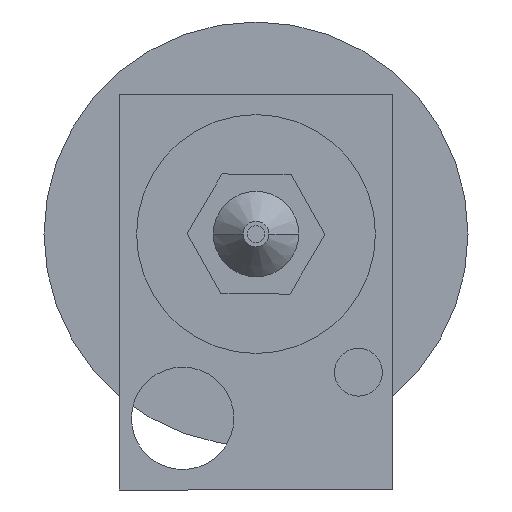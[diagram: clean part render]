
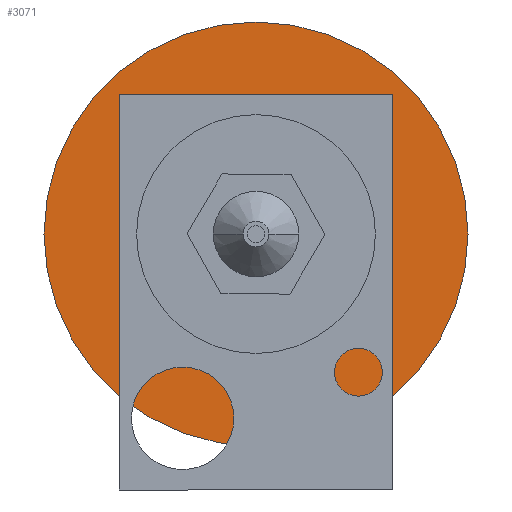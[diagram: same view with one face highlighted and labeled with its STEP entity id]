
A CAD part, front view. The second image highlights one B-rep face of the part: STEP entity #3071.
In plain terms, the highlighted planar face has unit normal (0, -1, 0).
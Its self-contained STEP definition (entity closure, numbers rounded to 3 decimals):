
#108 = DIRECTION ( 'NONE',  ( 0., 0., 1. ) ) ;
#125 = DIRECTION ( 'NONE',  ( 0., 1., 0. ) ) ;
#167 = DIRECTION ( 'NONE',  ( 0., 1., 0. ) ) ;
#641 = FACE_BOUND ( 'NONE', #3397, .T. ) ;
#644 = ORIENTED_EDGE ( 'NONE', *, *, #3325, .F. ) ;
#714 = VERTEX_POINT ( 'NONE', #4166 ) ;
#907 = CARTESIAN_POINT ( 'NONE',  ( 0., 35., 7. ) ) ;
#926 = VERTEX_POINT ( 'NONE', #907 ) ;
#1028 = DIRECTION ( 'NONE',  ( 0., 0., 1. ) ) ;
#1035 = VERTEX_POINT ( 'NONE', #3662 ) ;
#1056 = AXIS2_PLACEMENT_3D ( 'NONE', #1791, #3598, #5400 ) ;
#1371 = DIRECTION ( 'NONE',  ( 0., 0., 1. ) ) ;
#1414 = EDGE_CURVE ( 'NONE', #926, #3409, #2434, .T. ) ;
#1654 = AXIS2_PLACEMENT_3D ( 'NONE', #2451, #3750, #108 ) ;
#1791 = CARTESIAN_POINT ( 'NONE',  ( 0., 35., 0. ) ) ;
#2008 = CIRCLE ( 'NONE', #1056, 12.425 ) ;
#2011 = AXIS2_PLACEMENT_3D ( 'NONE', #4147, #125, #1371 ) ;
#2434 = CIRCLE ( 'NONE', #3469, 7. ) ;
#2451 = CARTESIAN_POINT ( 'NONE',  ( 0., 35., 0. ) ) ;
#2479 = DIRECTION ( 'NONE',  ( 0., 0., 1. ) ) ;
#2484 = DIRECTION ( 'NONE',  ( 0., 1., 0. ) ) ;
#2508 = AXIS2_PLACEMENT_3D ( 'NONE', #5165, #167, #2479 ) ;
#2772 = CIRCLE ( 'NONE', #2011, 12.425 ) ;
#2998 = EDGE_CURVE ( 'NONE', #3409, #926, #3450, .T. ) ;
#3071 = ADVANCED_FACE ( 'NONE', ( #641, #5525 ), #4218, .F. ) ;
#3325 = EDGE_CURVE ( 'NONE', #1035, #714, #2008, .T. ) ;
#3397 = EDGE_LOOP ( 'NONE', ( #5707, #3693 ) ) ;
#3409 = VERTEX_POINT ( 'NONE', #5550 ) ;
#3450 = CIRCLE ( 'NONE', #1654, 7. ) ;
#3469 = AXIS2_PLACEMENT_3D ( 'NONE', #4226, #2484, #1028 ) ;
#3598 = DIRECTION ( 'NONE',  ( 0., 1., 0. ) ) ;
#3654 = EDGE_LOOP ( 'NONE', ( #644, #4711 ) ) ;
#3662 = CARTESIAN_POINT ( 'NONE',  ( 0., 35., 12.425 ) ) ;
#3693 = ORIENTED_EDGE ( 'NONE', *, *, #1414, .T. ) ;
#3750 = DIRECTION ( 'NONE',  ( 0., 1., 0. ) ) ;
#4002 = EDGE_CURVE ( 'NONE', #714, #1035, #2772, .T. ) ;
#4147 = CARTESIAN_POINT ( 'NONE',  ( 0., 35., 0. ) ) ;
#4166 = CARTESIAN_POINT ( 'NONE',  ( 0., 35., -12.425 ) ) ;
#4218 = PLANE ( 'NONE',  #2508 ) ;
#4226 = CARTESIAN_POINT ( 'NONE',  ( 0., 35., 0. ) ) ;
#4711 = ORIENTED_EDGE ( 'NONE', *, *, #4002, .F. ) ;
#5165 = CARTESIAN_POINT ( 'NONE',  ( 0., 35., 0. ) ) ;
#5400 = DIRECTION ( 'NONE',  ( 0., 0., 1. ) ) ;
#5525 = FACE_OUTER_BOUND ( 'NONE', #3654, .T. ) ;
#5550 = CARTESIAN_POINT ( 'NONE',  ( 0., 35., -7. ) ) ;
#5707 = ORIENTED_EDGE ( 'NONE', *, *, #2998, .T. ) ;
